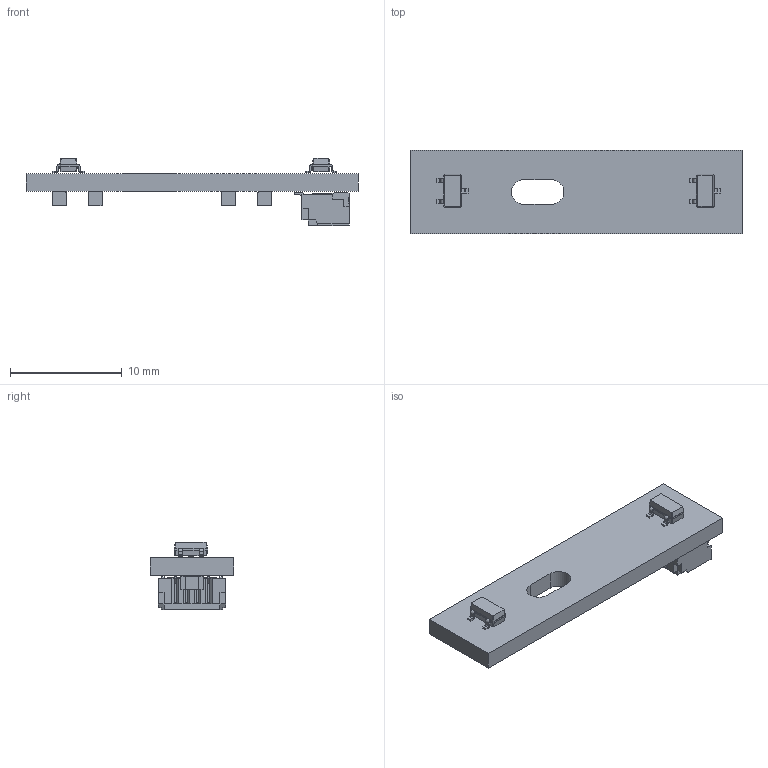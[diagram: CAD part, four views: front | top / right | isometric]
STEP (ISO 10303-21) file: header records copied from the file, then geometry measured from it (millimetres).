
FILE_DESCRIPTION(('KiCad electronic assembly'),'2;1');
FILE_NAME('State Sensing Board.step','2020-05-25T21:25:00',('An Author') ,('A Company'),'Open CASCADE STEP processor 6.9', 'KiCad to STEP converter','Unknown');
FILE_SCHEMA(('AUTOMOTIVE_DESIGN { 1 0 10303 214 1 1 1 1 }'));
Length unit declared in the file: millimetre
Products named in the file (8): Open CASCADE STEP translator 6.9 1; JST_SH_SM04B-SRSS-TB_1x04-1MP_P1.00mm_Horizontal; COMPOUND; C_0805_2012Metric; SOLID; SC-59
Assembly tree (11 placements, depth 3):
  Open CASCADE STEP translator 6.9 1
    JST_SH_SM04B-SRSS-TB_1x04-1MP_P1.00mm_Horizontal
      COMPOUND
    C_0805_2012Metric  x4
      SOLID
    SC-59  x2
      SOLID
    COMPOUND
Bounding box: 29.73 x 7.5 x 6 mm (x, y, z)
Volume: 404.7 mm3; surface area: 854.2 mm2
Topology: 14 solids, 14 shells, 503 faces, 1316 edges, 846 vertices
Faces by surface type: plane 335, cylinder 114, bspline 54
Entity records: 23670 total; most frequent: CARTESIAN_POINT 4377, DIRECTION 3383, LINE 2415, VECTOR 2415, ORIENTED_EDGE 1840, PCURVE 1840, DEFINITIONAL_REPRESENTATION 1840, EDGE_CURVE 920
